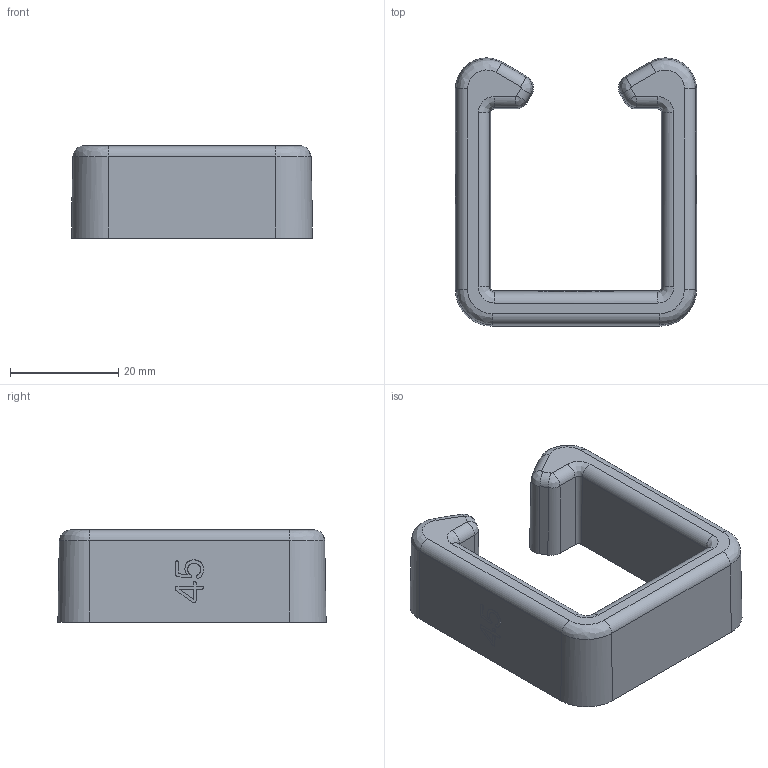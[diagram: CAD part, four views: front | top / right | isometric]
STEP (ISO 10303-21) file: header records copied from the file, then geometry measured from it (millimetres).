
FILE_DESCRIPTION(('STEP AP203'),'1');
FILE_NAME('45.step','2023-06-07T11:24:51',(' '),(' '),'Spatial InterOp 3D',' ',' ');
FILE_SCHEMA(('CONFIG_CONTROL_DESIGN'));
Length unit declared in the file: millimetre
Products named in the file (1): 1
Bounding box: 44.49 x 49.49 x 17 mm (x, y, z)
Volume: 9905.1 mm3; surface area: 10364.4 mm2
Topology: 10 solids, 10 shells, 192 faces, 474 edges, 303 vertices
Faces by surface type: bspline 192
Entity records: 7069 total; most frequent: CARTESIAN_POINT 4140, ORIENTED_EDGE 948, EDGE_CURVE 474, B_SPLINE_CURVE_WITH_KNOTS 388, VERTEX_POINT 303, EDGE_LOOP 197, ADVANCED_FACE 192, FACE_OUTER_BOUND 192
